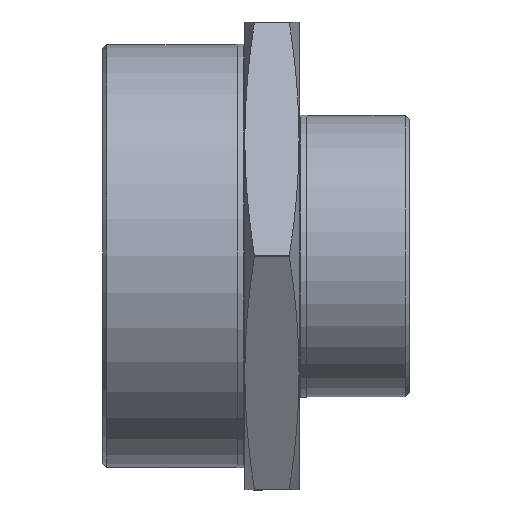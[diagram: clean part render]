
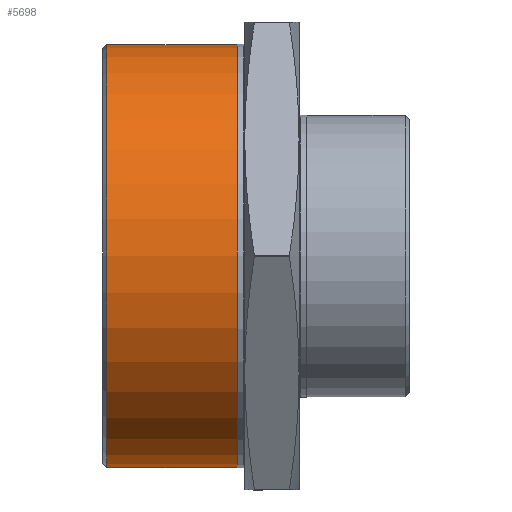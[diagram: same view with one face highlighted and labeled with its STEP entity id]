
A CAD part, front view. The second image highlights one B-rep face of the part: STEP entity #5698.
In plain terms, the highlighted cylindrical face has radius 56.515 mm (diameter 113.03 mm), a full revolution.
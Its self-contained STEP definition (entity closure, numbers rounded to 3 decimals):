
#779 = CYLINDRICAL_SURFACE ( 'NONE', #4109, 56.515 ) ;
#782 = FACE_OUTER_BOUND ( 'NONE', #3125, .T. ) ;
#787 = DIRECTION ( 'NONE',  ( -1., 0., 0. ) ) ;
#795 = FACE_OUTER_BOUND ( 'NONE', #3140, .T. ) ;
#796 = DIRECTION ( 'NONE',  ( 0., 0., 1. ) ) ;
#808 = CARTESIAN_POINT ( 'NONE',  ( 0., 0., 0. ) ) ;
#1356 = EDGE_CURVE ( 'NONE', #8066, #8066, #4013, .T. ) ;
#1380 = EDGE_CURVE ( 'NONE', #8031, #8031, #4042, .T. ) ;
#3125 = EDGE_LOOP ( 'NONE', ( #12009 ) ) ;
#3140 = EDGE_LOOP ( 'NONE', ( #11979 ) ) ;
#4000 = AXIS2_PLACEMENT_3D ( 'NONE', #4624, #4599, #4605 ) ;
#4013 = CIRCLE ( 'NONE', #4016, 56.515 ) ;
#4016 = AXIS2_PLACEMENT_3D ( 'NONE', #5683, #5664, #5687 ) ;
#4042 = CIRCLE ( 'NONE', #4000, 56.515 ) ;
#4109 = AXIS2_PLACEMENT_3D ( 'NONE', #808, #787, #796 ) ;
#4599 = DIRECTION ( 'NONE',  ( -1., 0., 0. ) ) ;
#4605 = DIRECTION ( 'NONE',  ( 0., 0., 1. ) ) ;
#4624 = CARTESIAN_POINT ( 'NONE',  ( -9.25, 0., 0. ) ) ;
#5664 = DIRECTION ( 'NONE',  ( -1., 0., 0. ) ) ;
#5683 = CARTESIAN_POINT ( 'NONE',  ( -44.125, 0., 0. ) ) ;
#5687 = DIRECTION ( 'NONE',  ( 0., 0., 1. ) ) ;
#5698 = ADVANCED_FACE ( 'NONE', ( #795, #782 ), #779, .T. ) ;
#8031 = VERTEX_POINT ( 'NONE', #9958 ) ;
#8066 = VERTEX_POINT ( 'NONE', #8074 ) ;
#8074 = CARTESIAN_POINT ( 'NONE',  ( -44.125, 0., 56.515 ) ) ;
#9958 = CARTESIAN_POINT ( 'NONE',  ( -9.25, 0., 56.515 ) ) ;
#11979 = ORIENTED_EDGE ( 'NONE', *, *, #1380, .T. ) ;
#12009 = ORIENTED_EDGE ( 'NONE', *, *, #1356, .F. ) ;
